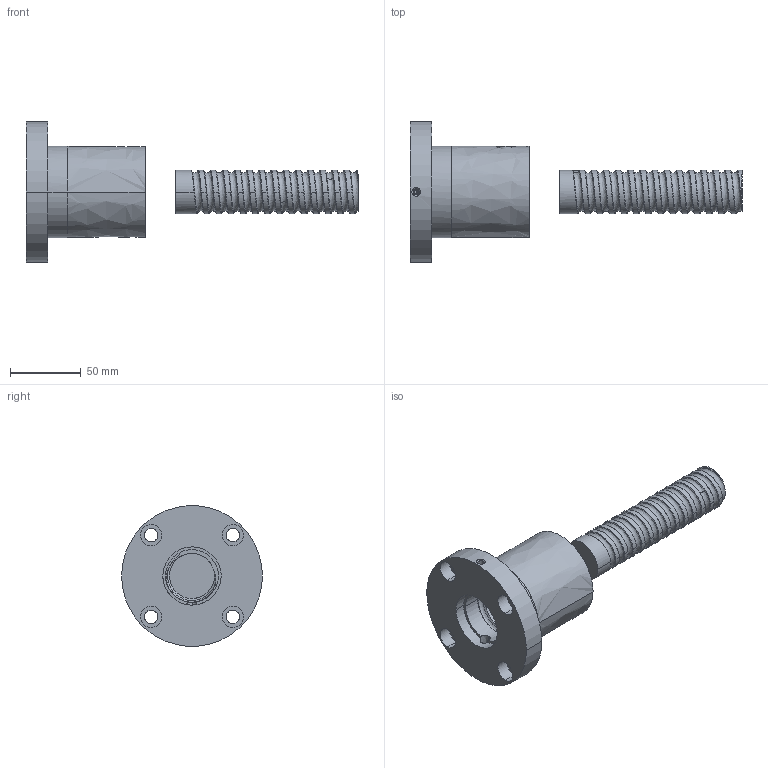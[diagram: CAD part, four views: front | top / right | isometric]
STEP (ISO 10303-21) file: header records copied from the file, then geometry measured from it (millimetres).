
FILE_DESCRIPTION(('FreeCAD Model'),'2;1');
FILE_NAME('Open CASCADE Shape Model','2025-05-07T23:57:03',('FreeCAD'),( 'FreeCAD'),'Open CASCADE STEP processor 7.6','FreeCAD','Unknown');
FILE_SCHEMA(('AUTOMOTIVE_DESIGN { 1 0 10303 214 1 1 1 1 }'));
Length unit declared in the file: millimetre
Products named in the file (1): Open CASCADE STEP translator 7.6 1
Bounding box: 233.91 x 99.22 x 99.22 mm (x, y, z)
Volume: 332075 mm3; surface area: 70752.5 mm2
Topology: 2 solids, 4 shells, 172 faces, 442 edges, 285 vertices
Faces by surface type: bspline 172
Entity records: 12922 total; most frequent: CARTESIAN_POINT 10299, ORIENTED_EDGE 884, EDGE_CURVE 442, B_SPLINE_CURVE_WITH_KNOTS 357, VERTEX_POINT 285, FACE_BOUND 191, EDGE_LOOP 191, ADVANCED_FACE 172
